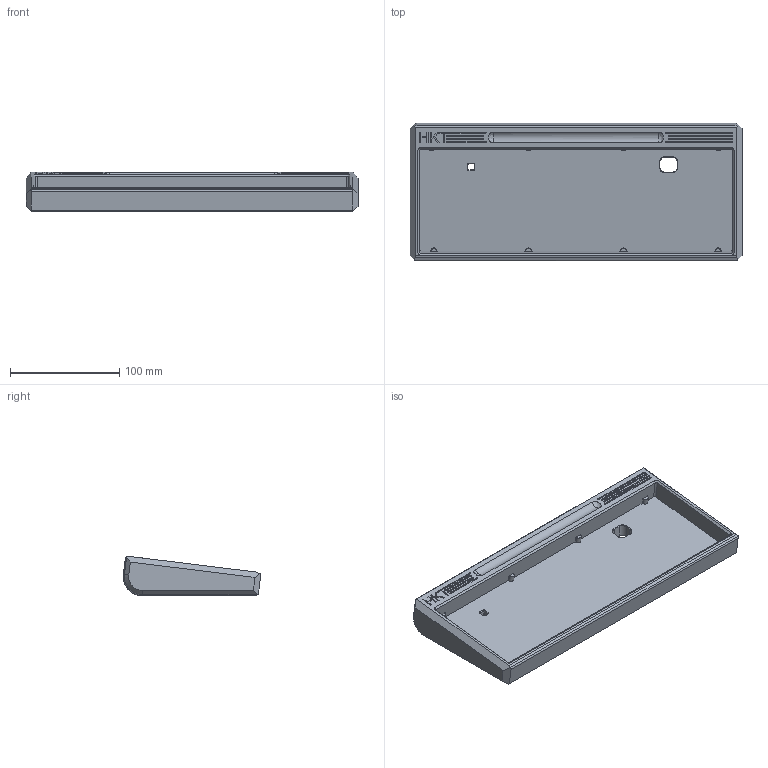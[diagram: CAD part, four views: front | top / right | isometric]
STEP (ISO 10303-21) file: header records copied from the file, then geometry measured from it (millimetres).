
FILE_DESCRIPTION(/* description */ (''),/* implementation_level */ '2;1');
FILE_NAME(/* name */ 'HKT Case.step',/* time_stamp */ '2023-03-28T17:12:43+01:00',/* author */ (''),/* organization */ (''),/* preprocessor_version */ 'ST-DEVELOPER v19.2',/* originating_system */ 'Autodesk Translation Framework v11.17.0.187',/* authorisation */ '');
FILE_SCHEMA (('AUTOMOTIVE_DESIGN { 1 0 10303 214 3 1 1 }'));
Length unit declared in the file: millimetre
Products named in the file (1): HKT Production Version
Bounding box: 304 x 125.95 x 36.29 mm (x, y, z)
Volume: 523352.7 mm3; surface area: 113658.8 mm2
Topology: 1 solids, 1 shells, 302 faces, 784 edges, 511 vertices
Faces by surface type: plane 161, cylinder 88, bspline 43, cone 10
Full cylindrical faces by diameter (mm): 1.623 x4, 2.075 x4, 13 x4
Entity records: 10150 total; most frequent: CARTESIAN_POINT 2834, ORIENTED_EDGE 1568, DIRECTION 1389, EDGE_CURVE 784, LINE 521, VECTOR 521, VERTEX_POINT 511, AXIS2_PLACEMENT_3D 434
